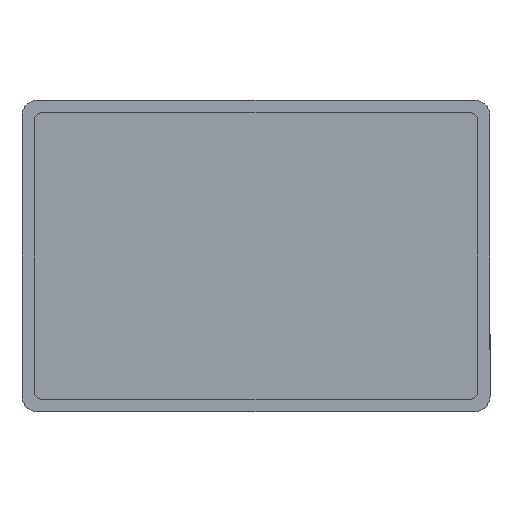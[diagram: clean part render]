
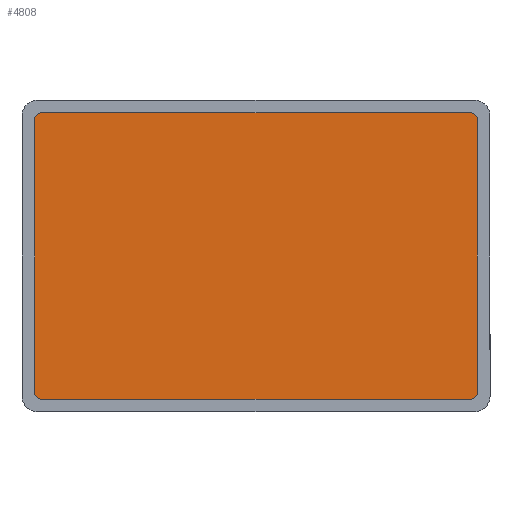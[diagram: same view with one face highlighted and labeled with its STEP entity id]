
A CAD part, front view. The second image highlights one B-rep face of the part: STEP entity #4808.
In plain terms, the highlighted planar face has unit normal (0, -1, 0).
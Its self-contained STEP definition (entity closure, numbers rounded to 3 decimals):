
#14 = VERTEX_POINT ( 'NONE', #10421 ) ;
#286 = DIRECTION ( 'NONE',  ( 0., 0., 1. ) ) ;
#562 = EDGE_CURVE ( 'NONE', #4487, #14, #4829, .T. ) ;
#1098 = EDGE_CURVE ( 'NONE', #11012, #6247, #4405, .T. ) ;
#1103 = ORIENTED_EDGE ( 'NONE', *, *, #10593, .F. ) ;
#1299 = ORIENTED_EDGE ( 'NONE', *, *, #10592, .F. ) ;
#1352 = EDGE_CURVE ( 'NONE', #5893, #11517, #12864, .T. ) ;
#1455 = DIRECTION ( 'NONE',  ( 0., 0., 1. ) ) ;
#1721 = CARTESIAN_POINT ( 'NONE',  ( -283., 0., 174. ) ) ;
#1788 = VECTOR ( 'NONE', #3838, 1000. ) ;
#1854 = DIRECTION ( 'NONE',  ( -1., 0., 0. ) ) ;
#1976 = AXIS2_PLACEMENT_3D ( 'NONE', #11227, #5255, #286 ) ;
#2646 = CARTESIAN_POINT ( 'NONE',  ( -274., 0., 183. ) ) ;
#3266 = PLANE ( 'NONE',  #1976 ) ;
#3398 = FACE_OUTER_BOUND ( 'NONE', #12319, .T. ) ;
#3838 = DIRECTION ( 'NONE',  ( 0., 0., -1. ) ) ;
#4339 = AXIS2_PLACEMENT_3D ( 'NONE', #10757, #4983, #7775 ) ;
#4405 = CIRCLE ( 'NONE', #7149, 9. ) ;
#4433 = ORIENTED_EDGE ( 'NONE', *, *, #12203, .F. ) ;
#4487 = VERTEX_POINT ( 'NONE', #12102 ) ;
#4808 = ADVANCED_FACE ( 'NONE', ( #3398 ), #3266, .F. ) ;
#4829 = CIRCLE ( 'NONE', #10566, 9. ) ;
#4832 = CARTESIAN_POINT ( 'NONE',  ( -274., 0., -183. ) ) ;
#4983 = DIRECTION ( 'NONE',  ( 0., 1., 0. ) ) ;
#5085 = ORIENTED_EDGE ( 'NONE', *, *, #10915, .F. ) ;
#5118 = ORIENTED_EDGE ( 'NONE', *, *, #562, .F. ) ;
#5255 = DIRECTION ( 'NONE',  ( 0., 1., 0. ) ) ;
#5328 = DIRECTION ( 'NONE',  ( 0., 1., 0. ) ) ;
#5577 = DIRECTION ( 'NONE',  ( 0., 0., 1. ) ) ;
#5730 = ORIENTED_EDGE ( 'NONE', *, *, #1098, .F. ) ;
#5811 = VECTOR ( 'NONE', #1854, 1000. ) ;
#5839 = LINE ( 'NONE', #11011, #1788 ) ;
#5893 = VERTEX_POINT ( 'NONE', #7046 ) ;
#5931 = DIRECTION ( 'NONE',  ( 0., 0., 1. ) ) ;
#5966 = LINE ( 'NONE', #4832, #5811 ) ;
#6247 = VERTEX_POINT ( 'NONE', #11014 ) ;
#6943 = AXIS2_PLACEMENT_3D ( 'NONE', #12353, #5328, #5577 ) ;
#6950 = DIRECTION ( 'NONE',  ( 1., 0., 0. ) ) ;
#7046 = CARTESIAN_POINT ( 'NONE',  ( 283., 0., -174. ) ) ;
#7149 = AXIS2_PLACEMENT_3D ( 'NONE', #10963, #9975, #5931 ) ;
#7362 = CARTESIAN_POINT ( 'NONE',  ( -283., 0., 174. ) ) ;
#7551 = LINE ( 'NONE', #7362, #11544 ) ;
#7775 = DIRECTION ( 'NONE',  ( 0., 0., 1. ) ) ;
#7925 = CIRCLE ( 'NONE', #4339, 9. ) ;
#7941 = VERTEX_POINT ( 'NONE', #8935 ) ;
#8217 = CARTESIAN_POINT ( 'NONE',  ( -274., 0., -174. ) ) ;
#8935 = CARTESIAN_POINT ( 'NONE',  ( -274., 0., 183. ) ) ;
#9595 = VECTOR ( 'NONE', #6950, 1000. ) ;
#9672 = ORIENTED_EDGE ( 'NONE', *, *, #1352, .F. ) ;
#9975 = DIRECTION ( 'NONE',  ( 0., 1., 0. ) ) ;
#10068 = ORIENTED_EDGE ( 'NONE', *, *, #12717, .F. ) ;
#10421 = CARTESIAN_POINT ( 'NONE',  ( -283., 0., -174. ) ) ;
#10566 = AXIS2_PLACEMENT_3D ( 'NONE', #8217, #12270, #11658 ) ;
#10592 = EDGE_CURVE ( 'NONE', #11517, #4487, #5966, .T. ) ;
#10593 = EDGE_CURVE ( 'NONE', #6247, #5893, #5839, .T. ) ;
#10642 = VERTEX_POINT ( 'NONE', #1721 ) ;
#10757 = CARTESIAN_POINT ( 'NONE',  ( -274., 0., 174. ) ) ;
#10857 = LINE ( 'NONE', #2646, #9595 ) ;
#10896 = CARTESIAN_POINT ( 'NONE',  ( 274., 0., -183. ) ) ;
#10915 = EDGE_CURVE ( 'NONE', #14, #10642, #7551, .T. ) ;
#10963 = CARTESIAN_POINT ( 'NONE',  ( 274., 0., 174. ) ) ;
#11011 = CARTESIAN_POINT ( 'NONE',  ( 283., 0., 174. ) ) ;
#11012 = VERTEX_POINT ( 'NONE', #12967 ) ;
#11014 = CARTESIAN_POINT ( 'NONE',  ( 283., 0., 174. ) ) ;
#11227 = CARTESIAN_POINT ( 'NONE',  ( -274., 0., -174. ) ) ;
#11517 = VERTEX_POINT ( 'NONE', #10896 ) ;
#11544 = VECTOR ( 'NONE', #1455, 1000. ) ;
#11658 = DIRECTION ( 'NONE',  ( 0., 0., 1. ) ) ;
#12102 = CARTESIAN_POINT ( 'NONE',  ( -274., 0., -183. ) ) ;
#12203 = EDGE_CURVE ( 'NONE', #7941, #11012, #10857, .T. ) ;
#12270 = DIRECTION ( 'NONE',  ( 0., 1., 0. ) ) ;
#12319 = EDGE_LOOP ( 'NONE', ( #5118, #1299, #9672, #1103, #5730, #4433, #10068, #5085 ) ) ;
#12353 = CARTESIAN_POINT ( 'NONE',  ( 274., 0., -174. ) ) ;
#12717 = EDGE_CURVE ( 'NONE', #10642, #7941, #7925, .T. ) ;
#12864 = CIRCLE ( 'NONE', #6943, 9. ) ;
#12967 = CARTESIAN_POINT ( 'NONE',  ( 274., 0., 183. ) ) ;
